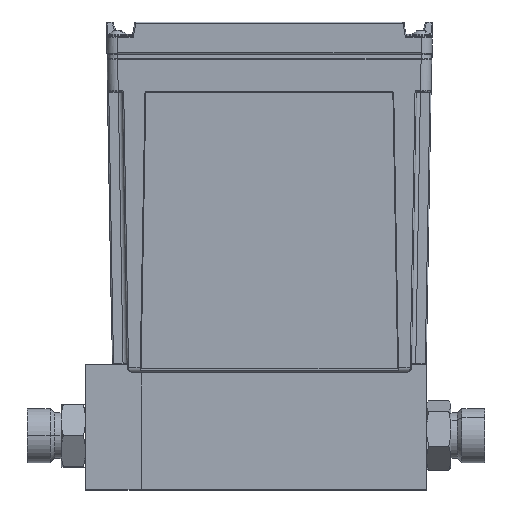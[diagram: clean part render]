
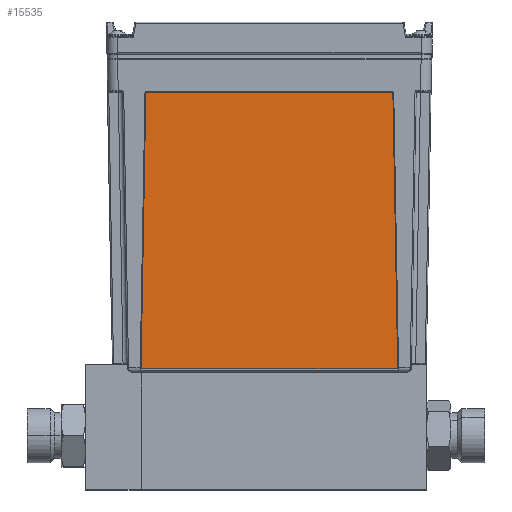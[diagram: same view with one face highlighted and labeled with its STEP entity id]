
A CAD part, top view. The second image highlights one B-rep face of the part: STEP entity #15535.
In plain terms, the highlighted planar face has unit normal (0, -0.018, 1).
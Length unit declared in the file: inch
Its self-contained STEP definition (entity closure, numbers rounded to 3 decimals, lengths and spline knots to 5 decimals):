
#802 = CIRCLE ( 'NONE', #33578, 0.02 ) ;
#898 = CIRCLE ( 'NONE', #43819, 0.02 ) ;
#1293 = CARTESIAN_POINT ( 'NONE',  ( -0.9865, 4.63895, 1.02987 ) ) ;
#3041 = CARTESIAN_POINT ( 'NONE',  ( -2.76314, 0.82988, 0.96339 ) ) ;
#3057 = DIRECTION ( 'NONE',  ( 0., -0.017, 1. ) ) ;
#3367 = CARTESIAN_POINT ( 'NONE',  ( 0.72384, 4.6193, 1.02953 ) ) ;
#3658 = AXIS2_PLACEMENT_3D ( 'NONE', #8123, #31790, #11476 ) ;
#3909 = VERTEX_POINT ( 'NONE', #3041 ) ;
#3962 = LINE ( 'NONE', #38122, #31555 ) ;
#4562 = CARTESIAN_POINT ( 'NONE',  ( 0.7235, 4.63895, 1.02987 ) ) ;
#4626 = DIRECTION ( 'NONE',  ( 1., 0., 0. ) ) ;
#5130 = CIRCLE ( 'NONE', #43433, 0.02 ) ;
#7162 = VERTEX_POINT ( 'NONE', #43357 ) ;
#7951 = DIRECTION ( 'NONE',  ( -1., 0., 0. ) ) ;
#8123 = CARTESIAN_POINT ( 'NONE',  ( 0.70385, 4.61895, 1.02953 ) ) ;
#8552 = EDGE_LOOP ( 'NONE', ( #41427, #33105, #13467, #28356, #14317, #40284, #37603, #25111 ) ) ;
#8983 = VERTEX_POINT ( 'NONE', #3367 ) ;
#9000 = CARTESIAN_POINT ( 'NONE',  ( 0.79014, 0.82988, 0.96339 ) ) ;
#11272 = CARTESIAN_POINT ( 'NONE',  ( 0.70385, 4.63895, 1.02987 ) ) ;
#11476 = DIRECTION ( 'NONE',  ( 1., 0., 0. ) ) ;
#12389 = LINE ( 'NONE', #19495, #38364 ) ;
#13038 = EDGE_CURVE ( 'NONE', #3909, #26009, #898, .T. ) ;
#13467 = ORIENTED_EDGE ( 'NONE', *, *, #34295, .T. ) ;
#14317 = ORIENTED_EDGE ( 'NONE', *, *, #39412, .T. ) ;
#15262 = EDGE_CURVE ( 'NONE', #7162, #25635, #802, .T. ) ;
#15535 = ADVANCED_FACE ( 'NONE', ( #16099 ), #28118, .T. ) ;
#16099 = FACE_OUTER_BOUND ( 'NONE', #8552, .T. ) ;
#16647 = DIRECTION ( 'NONE',  ( 0., -0.017, 1. ) ) ;
#16701 = CARTESIAN_POINT ( 'NONE',  ( -2.6965, 4.63895, 1.02987 ) ) ;
#18336 = CARTESIAN_POINT ( 'NONE',  ( -2.74315, 0.80953, 0.96303 ) ) ;
#18711 = VERTEX_POINT ( 'NONE', #11272 ) ;
#19060 = CARTESIAN_POINT ( 'NONE',  ( -2.67685, 4.61895, 1.02953 ) ) ;
#19495 = CARTESIAN_POINT ( 'NONE',  ( 0.7905, 0.80953, 0.96303 ) ) ;
#20768 = EDGE_CURVE ( 'NONE', #26009, #7162, #3962, .T. ) ;
#22440 = DIRECTION ( 'NONE',  ( 1., 0., 0. ) ) ;
#22885 = DIRECTION ( 'NONE',  ( -0.017, 1., 0.017 ) ) ;
#23184 = CARTESIAN_POINT ( 'NONE',  ( 0.77015, 0.82953, 0.96338 ) ) ;
#23527 = EDGE_CURVE ( 'NONE', #24686, #32866, #5130, .T. ) ;
#23858 = VECTOR ( 'NONE', #7951, 39.37008 ) ;
#24686 = VERTEX_POINT ( 'NONE', #25720 ) ;
#24796 = DIRECTION ( 'NONE',  ( 0., -0.017, 1. ) ) ;
#25111 = ORIENTED_EDGE ( 'NONE', *, *, #13038, .T. ) ;
#25635 = VERTEX_POINT ( 'NONE', #9000 ) ;
#25720 = CARTESIAN_POINT ( 'NONE',  ( -2.67685, 4.63895, 1.02987 ) ) ;
#26009 = VERTEX_POINT ( 'NONE', #18336 ) ;
#26607 = DIRECTION ( 'NONE',  ( 1., 0., 0. ) ) ;
#26981 = DIRECTION ( 'NONE',  ( -0.017, -1., -0.017 ) ) ;
#28057 = VECTOR ( 'NONE', #26981, 39.37008 ) ;
#28118 = PLANE ( 'NONE',  #32178 ) ;
#28356 = ORIENTED_EDGE ( 'NONE', *, *, #36143, .T. ) ;
#29094 = LINE ( 'NONE', #16701, #28057 ) ;
#31555 = VECTOR ( 'NONE', #41545, 39.37008 ) ;
#31790 = DIRECTION ( 'NONE',  ( 0., -0.017, 1. ) ) ;
#32178 = AXIS2_PLACEMENT_3D ( 'NONE', #1293, #24796, #4626 ) ;
#32591 = EDGE_CURVE ( 'NONE', #32866, #3909, #29094, .T. ) ;
#32866 = VERTEX_POINT ( 'NONE', #36232 ) ;
#32901 = LINE ( 'NONE', #4562, #23858 ) ;
#33105 = ORIENTED_EDGE ( 'NONE', *, *, #15262, .T. ) ;
#33578 = AXIS2_PLACEMENT_3D ( 'NONE', #23184, #3057, #26607 ) ;
#34295 = EDGE_CURVE ( 'NONE', #25635, #8983, #12389, .T. ) ;
#34886 = CIRCLE ( 'NONE', #3658, 0.02 ) ;
#36143 = EDGE_CURVE ( 'NONE', #8983, #18711, #34886, .T. ) ;
#36232 = CARTESIAN_POINT ( 'NONE',  ( -2.69684, 4.6193, 1.02953 ) ) ;
#36984 = CARTESIAN_POINT ( 'NONE',  ( -2.74315, 0.82953, 0.96338 ) ) ;
#37603 = ORIENTED_EDGE ( 'NONE', *, *, #32591, .T. ) ;
#38122 = CARTESIAN_POINT ( 'NONE',  ( -2.7635, 0.80953, 0.96303 ) ) ;
#38364 = VECTOR ( 'NONE', #22885, 39.37008 ) ;
#39412 = EDGE_CURVE ( 'NONE', #18711, #24686, #32901, .T. ) ;
#40284 = ORIENTED_EDGE ( 'NONE', *, *, #23527, .T. ) ;
#40414 = DIRECTION ( 'NONE',  ( 1., 0., 0. ) ) ;
#41427 = ORIENTED_EDGE ( 'NONE', *, *, #20768, .T. ) ;
#41545 = DIRECTION ( 'NONE',  ( 1., 0., 0. ) ) ;
#42769 = DIRECTION ( 'NONE',  ( 0., -0.017, 1. ) ) ;
#43357 = CARTESIAN_POINT ( 'NONE',  ( 0.77015, 0.80953, 0.96303 ) ) ;
#43433 = AXIS2_PLACEMENT_3D ( 'NONE', #19060, #42769, #22440 ) ;
#43819 = AXIS2_PLACEMENT_3D ( 'NONE', #36984, #16647, #40414 ) ;
